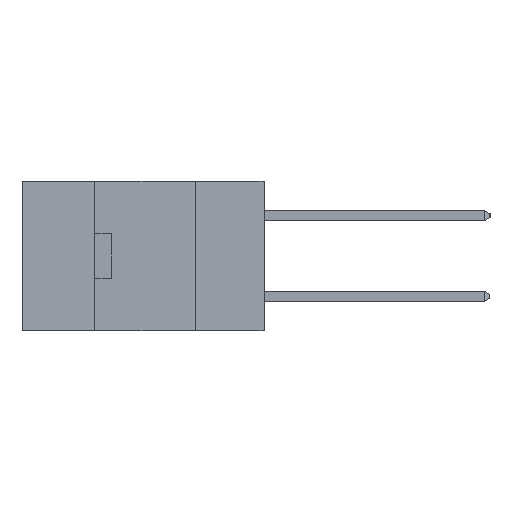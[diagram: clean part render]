
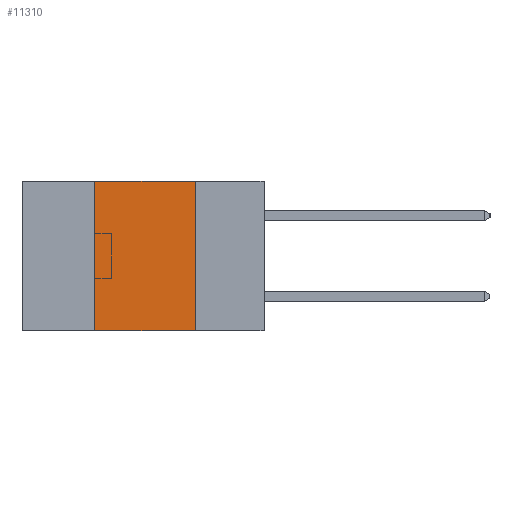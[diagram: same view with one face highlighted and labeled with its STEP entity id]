
A CAD part, left-side view. The second image highlights one B-rep face of the part: STEP entity #11310.
In plain terms, the highlighted planar face has unit normal (-1, 0, 0).
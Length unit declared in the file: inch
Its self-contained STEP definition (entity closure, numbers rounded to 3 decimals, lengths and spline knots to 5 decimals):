
#2999 = CARTESIAN_POINT ( 'NONE',  ( 0., 0.42, 0. ) ) ;
#3870 = CARTESIAN_POINT ( 'NONE',  ( 0., 0.42, -0.37 ) ) ;
#4539 = EDGE_CURVE ( 'NONE', #21662, #15523, #23546, .T. ) ;
#5501 = ORIENTED_EDGE ( 'NONE', *, *, #22440, .F. ) ;
#5588 = DIRECTION ( 'NONE',  ( 1., 0., 0. ) ) ;
#5883 = CARTESIAN_POINT ( 'NONE',  ( 0., 0.6, 0. ) ) ;
#6004 = CARTESIAN_POINT ( 'NONE',  ( 0., 0.17, -0.37 ) ) ;
#6110 = LINE ( 'NONE', #17680, #17901 ) ;
#6918 = VECTOR ( 'NONE', #13712, 39.37008 ) ;
#8972 = LINE ( 'NONE', #11137, #6918 ) ;
#9577 = CARTESIAN_POINT ( 'NONE',  ( 0., 0.17, 0. ) ) ;
#9865 = CARTESIAN_POINT ( 'NONE',  ( 0., 0.42, -0.37 ) ) ;
#10712 = ORIENTED_EDGE ( 'NONE', *, *, #22021, .T. ) ;
#11137 = CARTESIAN_POINT ( 'NONE',  ( 0., 0.6, -0.37 ) ) ;
#11310 = ADVANCED_FACE ( 'NONE', ( #20819 ), #25403, .F. ) ;
#11513 = LINE ( 'NONE', #24437, #22823 ) ;
#12631 = DIRECTION ( 'NONE',  ( 0., 0., 1. ) ) ;
#13666 = DIRECTION ( 'NONE',  ( 0., 0., -1. ) ) ;
#13712 = DIRECTION ( 'NONE',  ( 0., -1., 0. ) ) ;
#15002 = EDGE_CURVE ( 'NONE', #21777, #24515, #11513, .T. ) ;
#15523 = VERTEX_POINT ( 'NONE', #2999 ) ;
#17680 = CARTESIAN_POINT ( 'NONE',  ( 0., 0.6, 0. ) ) ;
#17901 = VECTOR ( 'NONE', #21323, 39.37008 ) ;
#20819 = FACE_OUTER_BOUND ( 'NONE', #24178, .T. ) ;
#21323 = DIRECTION ( 'NONE',  ( 0., -1., 0. ) ) ;
#21662 = VERTEX_POINT ( 'NONE', #9865 ) ;
#21777 = VERTEX_POINT ( 'NONE', #9577 ) ;
#22021 = EDGE_CURVE ( 'NONE', #21662, #24515, #8972, .T. ) ;
#22440 = EDGE_CURVE ( 'NONE', #15523, #21777, #6110, .T. ) ;
#22823 = VECTOR ( 'NONE', #13666, 39.37008 ) ;
#23546 = LINE ( 'NONE', #3870, #25811 ) ;
#24178 = EDGE_LOOP ( 'NONE', ( #28284, #5501, #24535, #10712 ) ) ;
#24437 = CARTESIAN_POINT ( 'NONE',  ( 0., 0.17, -0.37 ) ) ;
#24515 = VERTEX_POINT ( 'NONE', #6004 ) ;
#24535 = ORIENTED_EDGE ( 'NONE', *, *, #4539, .F. ) ;
#25403 = PLANE ( 'NONE',  #27853 ) ;
#25547 = DIRECTION ( 'NONE',  ( 0., 0., -1. ) ) ;
#25811 = VECTOR ( 'NONE', #12631, 39.37008 ) ;
#27853 = AXIS2_PLACEMENT_3D ( 'NONE', #5883, #5588, #25547 ) ;
#28284 = ORIENTED_EDGE ( 'NONE', *, *, #15002, .F. ) ;
